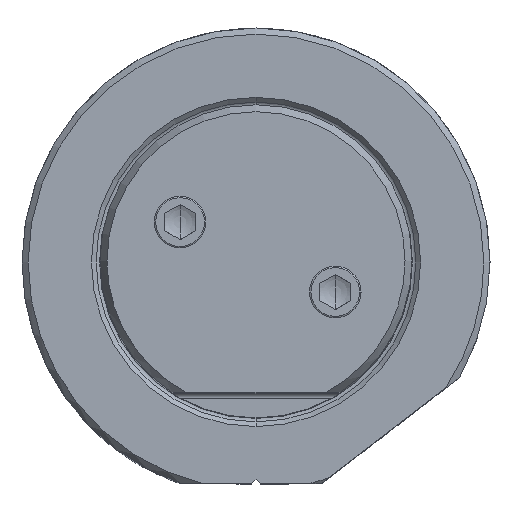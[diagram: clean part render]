
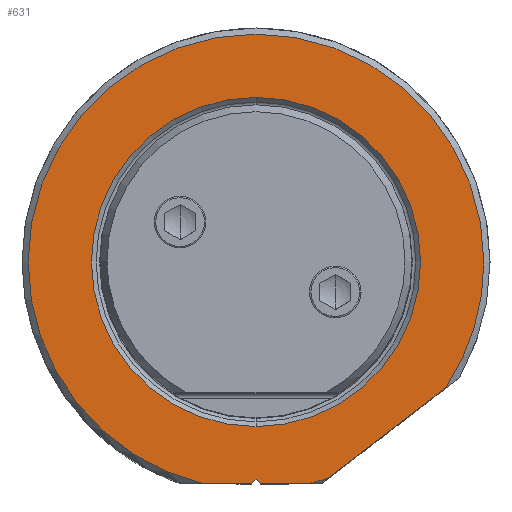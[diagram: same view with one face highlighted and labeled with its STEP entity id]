
A CAD part, top view. The second image highlights one B-rep face of the part: STEP entity #631.
In plain terms, the highlighted planar face has unit normal (0, 0, 1).
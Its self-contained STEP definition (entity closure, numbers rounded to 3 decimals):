
#147=PLANE('',#5694);
#631=ADVANCED_FACE('',(#918,#919),#147,.T.);
#918=FACE_BOUND('',#1053,.T.);
#919=FACE_BOUND('',#1054,.T.);
#1053=EDGE_LOOP('',(#2810,#2811,#2812,#2813,#2814,#2815,#2816,#2817,#2818));
#1054=EDGE_LOOP('',(#2819,#2820));
#1402=LINE('',#11682,#1714);
#1404=LINE('',#11696,#1716);
#1406=LINE('',#11700,#1718);
#1408=LINE('',#11704,#1720);
#1410=LINE('',#11713,#1722);
#1714=VECTOR('',#6678,1.);
#1716=VECTOR('',#6682,1.);
#1718=VECTOR('',#6686,1.);
#1720=VECTOR('',#6690,1.);
#1722=VECTOR('',#6694,1.);
#2810=ORIENTED_EDGE('',*,*,#4625,.T.);
#2811=ORIENTED_EDGE('',*,*,#4613,.T.);
#2812=ORIENTED_EDGE('',*,*,#4626,.T.);
#2813=ORIENTED_EDGE('',*,*,#4627,.T.);
#2814=ORIENTED_EDGE('',*,*,#4628,.T.);
#2815=ORIENTED_EDGE('',*,*,#4624,.F.);
#2816=ORIENTED_EDGE('',*,*,#4621,.T.);
#2817=ORIENTED_EDGE('',*,*,#4619,.T.);
#2818=ORIENTED_EDGE('',*,*,#4617,.F.);
#2819=ORIENTED_EDGE('',*,*,#4629,.T.);
#2820=ORIENTED_EDGE('',*,*,#4630,.T.);
#3964=VERTEX_POINT('',#11681);
#3965=VERTEX_POINT('',#11683);
#3967=VERTEX_POINT('',#11695);
#3968=VERTEX_POINT('',#11697);
#3969=VERTEX_POINT('',#11701);
#3970=VERTEX_POINT('',#11705);
#3971=VERTEX_POINT('',#11712);
#3972=VERTEX_POINT('',#11717);
#3973=VERTEX_POINT('',#11719);
#3974=VERTEX_POINT('',#11722);
#3975=VERTEX_POINT('',#11723);
#4613=EDGE_CURVE('',#3965,#3964,#1402,.T.);
#4617=EDGE_CURVE('',#3967,#3968,#1404,.T.);
#4619=EDGE_CURVE('',#3969,#3968,#1406,.T.);
#4621=EDGE_CURVE('',#3970,#3969,#1408,.T.);
#4624=EDGE_CURVE('',#3970,#3971,#1410,.T.);
#4625=EDGE_CURVE('',#3967,#3965,#5124,.T.);
#4626=EDGE_CURVE('',#3964,#3972,#5125,.T.);
#4627=EDGE_CURVE('',#3972,#3973,#5126,.T.);
#4628=EDGE_CURVE('',#3973,#3971,#5127,.T.);
#4629=EDGE_CURVE('',#3974,#3975,#5128,.T.);
#4630=EDGE_CURVE('',#3975,#3974,#5129,.T.);
#5124=CIRCLE('',#5688,18.55);
#5125=CIRCLE('',#5689,18.55);
#5126=CIRCLE('',#5690,18.55);
#5127=CIRCLE('',#5691,18.55);
#5128=CIRCLE('',#5692,13.4);
#5129=CIRCLE('',#5693,13.4);
#5688=AXIS2_PLACEMENT_3D('',#11715,#6697,#6698);
#5689=AXIS2_PLACEMENT_3D('',#11716,#6699,#6700);
#5690=AXIS2_PLACEMENT_3D('',#11718,#6701,#6702);
#5691=AXIS2_PLACEMENT_3D('',#11720,#6703,#6704);
#5692=AXIS2_PLACEMENT_3D('',#11721,#6705,#6706);
#5693=AXIS2_PLACEMENT_3D('',#11724,#6707,#6708);
#5694=AXIS2_PLACEMENT_3D('',#11725,#6709,#6710);
#6678=DIRECTION('',(0.793,0.61,0.));
#6682=DIRECTION('',(-1.,0.,0.));
#6686=DIRECTION('',(0.707,-0.707,0.));
#6690=DIRECTION('',(0.707,0.707,0.));
#6694=DIRECTION('',(-1.,0.,0.));
#6697=DIRECTION('',(0.,0.,1.));
#6698=DIRECTION('',(0.231,-0.973,0.));
#6699=DIRECTION('',(0.,0.,1.));
#6700=DIRECTION('',(0.834,-0.552,0.));
#6701=DIRECTION('',(0.,0.,1.));
#6702=DIRECTION('',(1.,0.,0.));
#6703=DIRECTION('',(0.,0.,1.));
#6704=DIRECTION('',(-1.,0.,0.));
#6705=DIRECTION('',(0.,0.,-1.));
#6706=DIRECTION('',(0.,1.,0.));
#6707=DIRECTION('',(0.,0.,-1.));
#6708=DIRECTION('',(0.,-1.,0.));
#6709=DIRECTION('',(0.,0.,1.));
#6710=DIRECTION('',(0.,1.,0.));
#11681=CARTESIAN_POINT('',(15.462,-10.249,0.));
#11682=CARTESIAN_POINT('',(5.936,-17.574,0.));
#11683=CARTESIAN_POINT('',(5.936,-17.574,0.));
#11695=CARTESIAN_POINT('',(4.278,-18.05,0.));
#11696=CARTESIAN_POINT('',(4.278,-18.05,0.));
#11697=CARTESIAN_POINT('',(0.354,-18.05,0.));
#11700=CARTESIAN_POINT('',(0.,-17.696,0.));
#11701=CARTESIAN_POINT('',(0.,-17.696,0.));
#11704=CARTESIAN_POINT('',(-0.354,-18.05,0.));
#11705=CARTESIAN_POINT('',(-0.354,-18.05,0.));
#11712=CARTESIAN_POINT('',(-4.278,-18.05,0.));
#11713=CARTESIAN_POINT('',(-3.222,-18.05,0.));
#11715=CARTESIAN_POINT('',(0.,0.,0.));
#11716=CARTESIAN_POINT('',(0.,0.,0.));
#11717=CARTESIAN_POINT('',(18.55,0.,0.));
#11718=CARTESIAN_POINT('',(0.,0.,0.));
#11719=CARTESIAN_POINT('',(-18.55,0.,0.));
#11720=CARTESIAN_POINT('',(0.,0.,0.));
#11721=CARTESIAN_POINT('',(0.,0.,0.));
#11722=CARTESIAN_POINT('',(0.,13.4,0.));
#11723=CARTESIAN_POINT('',(0.,-13.4,0.));
#11724=CARTESIAN_POINT('',(0.,0.,0.));
#11725=CARTESIAN_POINT('',(0.,0.25,0.));
